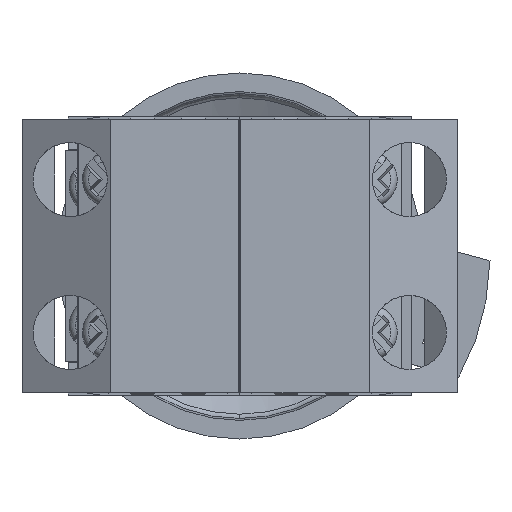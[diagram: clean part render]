
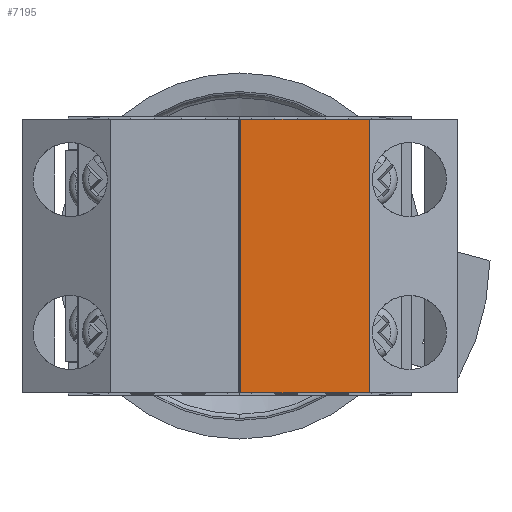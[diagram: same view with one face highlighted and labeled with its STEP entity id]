
A CAD part, front view. The second image highlights one B-rep face of the part: STEP entity #7195.
In plain terms, the highlighted planar face has unit normal (0, -1, 0).
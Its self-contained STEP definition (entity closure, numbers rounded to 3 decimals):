
#2317 = DIRECTION ( 'NONE',  ( -1., 0., 0. ) ) ;
#5046 = CARTESIAN_POINT ( 'NONE',  ( 14., -27.5, -14.75 ) ) ;
#7195 = ADVANCED_FACE ( 'NONE', ( #9109 ), #58379, .F. ) ;
#7777 = LINE ( 'NONE', #20967, #34185 ) ;
#9109 = FACE_OUTER_BOUND ( 'NONE', #34409, .T. ) ;
#9133 = CARTESIAN_POINT ( 'NONE',  ( 14., -27.5, 14.75 ) ) ;
#10567 = CARTESIAN_POINT ( 'NONE',  ( 14., -27.5, 14.75 ) ) ;
#10616 = CARTESIAN_POINT ( 'NONE',  ( 0.1, -27.5, -14.75 ) ) ;
#10735 = EDGE_CURVE ( 'NONE', #30640, #34928, #46046, .T. ) ;
#17776 = LINE ( 'NONE', #10567, #53670 ) ;
#19261 = ORIENTED_EDGE ( 'NONE', *, *, #10735, .T. ) ;
#20337 = AXIS2_PLACEMENT_3D ( 'NONE', #53655, #53442, #2317 ) ;
#20967 = CARTESIAN_POINT ( 'NONE',  ( 0.1, -27.5, 14.75 ) ) ;
#24415 = EDGE_CURVE ( 'NONE', #51144, #25944, #39564, .T. ) ;
#25944 = VERTEX_POINT ( 'NONE', #9133 ) ;
#28974 = DIRECTION ( 'NONE',  ( 1., 0., 0. ) ) ;
#30640 = VERTEX_POINT ( 'NONE', #10616 ) ;
#30860 = ORIENTED_EDGE ( 'NONE', *, *, #39027, .T. ) ;
#32006 = ORIENTED_EDGE ( 'NONE', *, *, #49543, .F. ) ;
#33959 = DIRECTION ( 'NONE',  ( 0., 0., -1. ) ) ;
#34185 = VECTOR ( 'NONE', #53753, 1000. ) ;
#34409 = EDGE_LOOP ( 'NONE', ( #19261, #32006, #40284, #30860 ) ) ;
#34928 = VERTEX_POINT ( 'NONE', #5046 ) ;
#36597 = VECTOR ( 'NONE', #28974, 1000. ) ;
#36646 = VECTOR ( 'NONE', #41772, 1000. ) ;
#39027 = EDGE_CURVE ( 'NONE', #51144, #30640, #7777, .T. ) ;
#39564 = LINE ( 'NONE', #51171, #36646 ) ;
#40284 = ORIENTED_EDGE ( 'NONE', *, *, #24415, .F. ) ;
#41379 = CARTESIAN_POINT ( 'NONE',  ( 0.1, -27.5, 14.75 ) ) ;
#41772 = DIRECTION ( 'NONE',  ( 1., 0., 0. ) ) ;
#46046 = LINE ( 'NONE', #56979, #36597 ) ;
#49543 = EDGE_CURVE ( 'NONE', #25944, #34928, #17776, .T. ) ;
#51144 = VERTEX_POINT ( 'NONE', #41379 ) ;
#51171 = CARTESIAN_POINT ( 'NONE',  ( 0., -27.5, 14.75 ) ) ;
#53442 = DIRECTION ( 'NONE',  ( 0., 1., 0. ) ) ;
#53655 = CARTESIAN_POINT ( 'NONE',  ( 0., -27.5, 14.75 ) ) ;
#53670 = VECTOR ( 'NONE', #33959, 1000. ) ;
#53753 = DIRECTION ( 'NONE',  ( 0., 0., -1. ) ) ;
#56979 = CARTESIAN_POINT ( 'NONE',  ( 0., -27.5, -14.75 ) ) ;
#58379 = PLANE ( 'NONE',  #20337 ) ;
